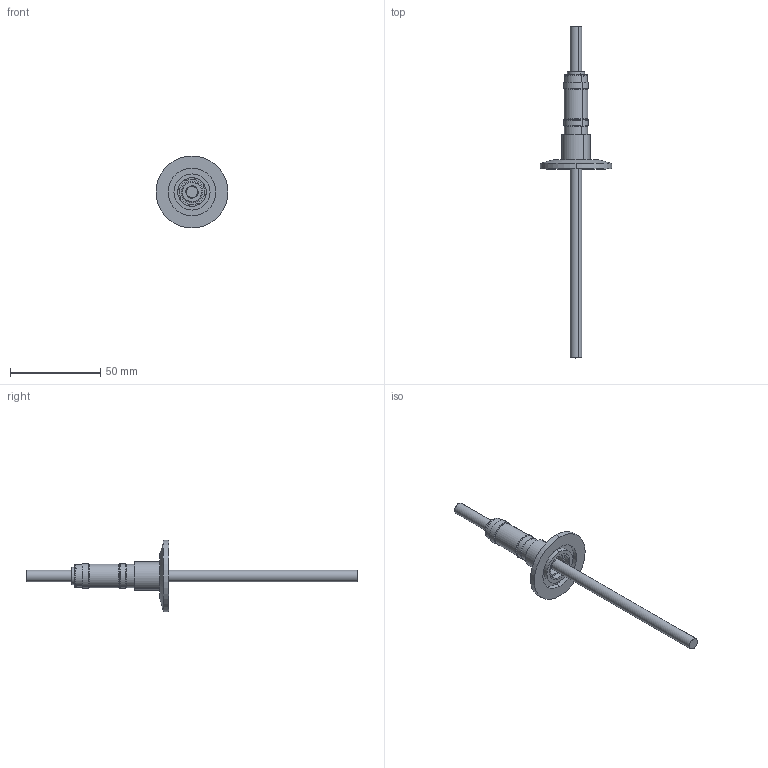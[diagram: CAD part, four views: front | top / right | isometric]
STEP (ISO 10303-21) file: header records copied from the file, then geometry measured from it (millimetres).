
FILE_DESCRIPTION (( 'STEP AP214' ), '1' );
FILE_NAME ('120XST025-5-150-1.step', '2017-07-10T09:35:23', ( 'install' ), ( '' ), 'SwSTEP 2.0', 'SolidWorks 2015', '' );
FILE_SCHEMA (( 'AUTOMOTIVE_DESIGN' ));
Length unit declared in the file: millimetre
Products named in the file (1): 120XST025-5-150-1
Bounding box: 39.88 x 184.15 x 39.88 mm (x, y, z)
Volume: 14677.1 mm3; surface area: 12239.9 mm2
Topology: 2 solids, 2 shells, 84 faces, 170 edges, 108 vertices
Faces by surface type: cylinder 46, plane 22, cone 10, torus 6
Entity records: 2287 total; most frequent: DIRECTION 454, CARTESIAN_POINT 363, ORIENTED_EDGE 340, AXIS2_PLACEMENT_3D 199, EDGE_CURVE 170, CIRCLE 114, VERTEX_POINT 108, EDGE_LOOP 104
